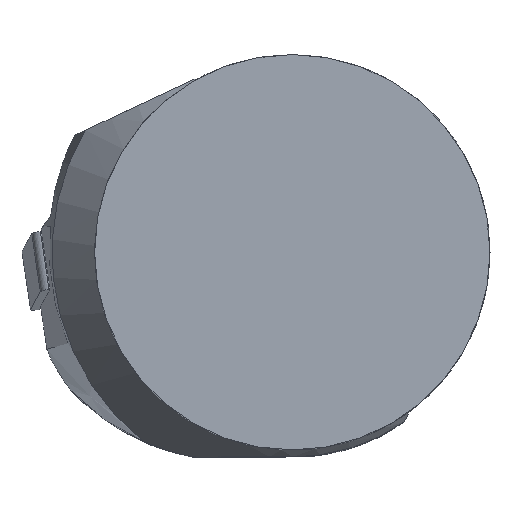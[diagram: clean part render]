
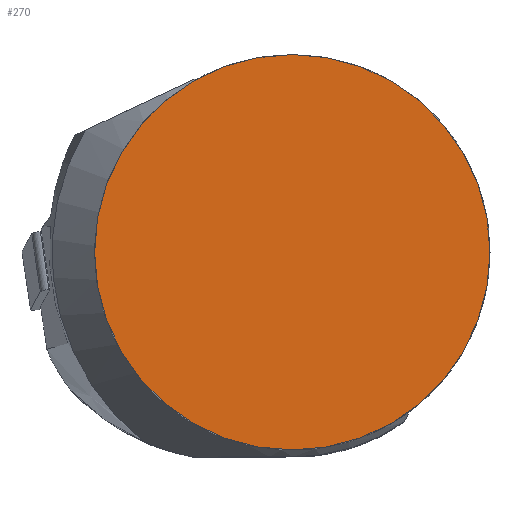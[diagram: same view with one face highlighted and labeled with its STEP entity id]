
A CAD part, top view. The second image highlights one B-rep face of the part: STEP entity #270.
In plain terms, the highlighted planar face has unit normal (0, 0, 1).
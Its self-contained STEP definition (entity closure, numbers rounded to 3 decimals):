
#185=FACE_OUTER_BOUND('',#407,.T.);
#270=ADVANCED_FACE('',(#185),#332,.T.);
#332=PLANE('',#1491);
#407=EDGE_LOOP('',(#652));
#500=CIRCLE('',#1470,16.);
#652=ORIENTED_EDGE('',*,*,#1081,.F.);
#947=VERTEX_POINT('',#2072);
#1081=EDGE_CURVE('',#947,#947,#500,.T.);
#1470=AXIS2_PLACEMENT_3D('',#2071,#1651,#1652);
#1491=AXIS2_PLACEMENT_3D('',#2222,#1704,#1705);
#1651=DIRECTION('',(0.,0.,-1.));
#1652=DIRECTION('',(1.,0.,0.));
#1704=DIRECTION('',(0.,0.,1.));
#1705=DIRECTION('',(1.,0.,0.));
#2071=CARTESIAN_POINT('',(0.,0.,0.));
#2072=CARTESIAN_POINT('',(16.,0.,0.));
#2222=CARTESIAN_POINT('',(0.,0.,0.));
